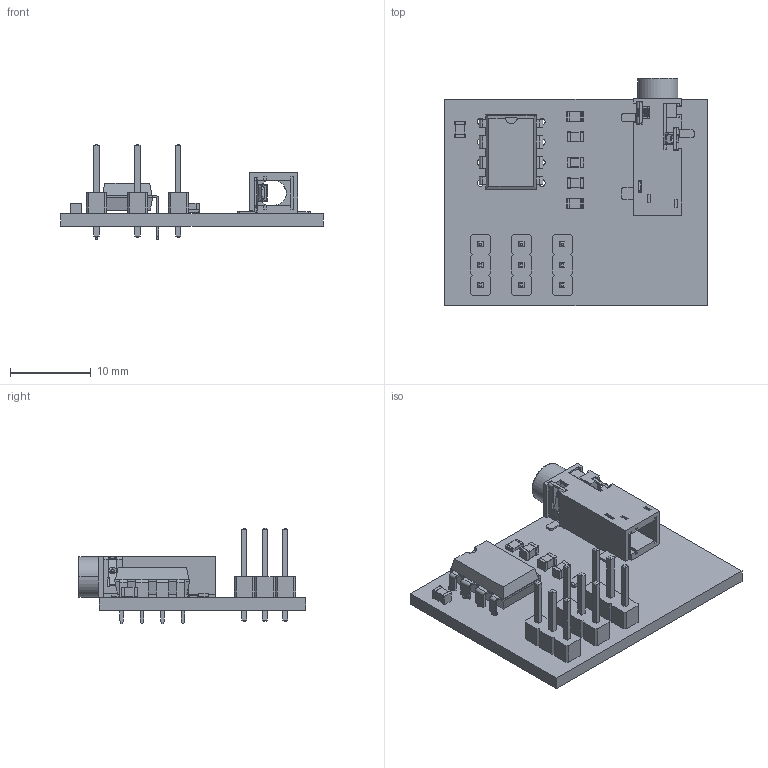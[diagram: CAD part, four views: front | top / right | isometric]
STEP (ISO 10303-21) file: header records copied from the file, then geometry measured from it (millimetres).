
FILE_DESCRIPTION(('KiCad electronic assembly'),'2;1');
FILE_NAME('breakout.step','2025-09-21T14:04:38',('Pcbnew'),('Kicad'), 'Open CASCADE STEP processor 7.7','KiCad to STEP converter','Unknown' );
FILE_SCHEMA(('AUTOMOTIVE_DESIGN { 1 0 10303 214 1 1 1 1 }'));
Length unit declared in the file: millimetre
Products named in the file (12): breakout 1; C_0805_2012Metric; R_0805_2012Metric; SJ-3523-SMT-TR; CUI_DEVICES_SJ-3523-SMT-TR; PinHeader_1x03_P2.54mm_Vertical; PinHeader_1x03_P254mm_Vertical; DIP-8_W7.62mm; _autosave-breakout_PCB
Assembly tree (17 placements, depth 3):
  breakout 1
    C_0805_2012Metric  x4
      C_0805_2012Metric
    R_0805_2012Metric  x2
      R_0805_2012Metric
    SJ-3523-SMT-TR
      CUI_DEVICES_SJ-3523-SMT-TR
    PinHeader_1x03_P2.54mm_Vertical  x3
      PinHeader_1x03_P254mm_Vertical
    DIP-8_W7.62mm
      DIP-8_W7.62mm
    _autosave-breakout_PCB
Bounding box: 32.58 x 28.24 x 11.84 mm (x, y, z)
Volume: 1946.9 mm3; surface area: 3630.1 mm2
Topology: 12 solids, 12 shells, 916 faces, 2480 edges, 1600 vertices
Faces by surface type: plane 661, cylinder 198, bspline 44, torus 10, cone 3
Full cylindrical faces by diameter (mm): 0.8 x8, 1 x9, 1.7 x2
Entity records: 24162 total; most frequent: CARTESIAN_POINT 4994, ORIENTED_EDGE 3656, DIRECTION 3378, EDGE_CURVE 1828, LINE 1404, VECTOR 1404, VERTEX_POINT 1188, AXIS2_PLACEMENT_3D 987
